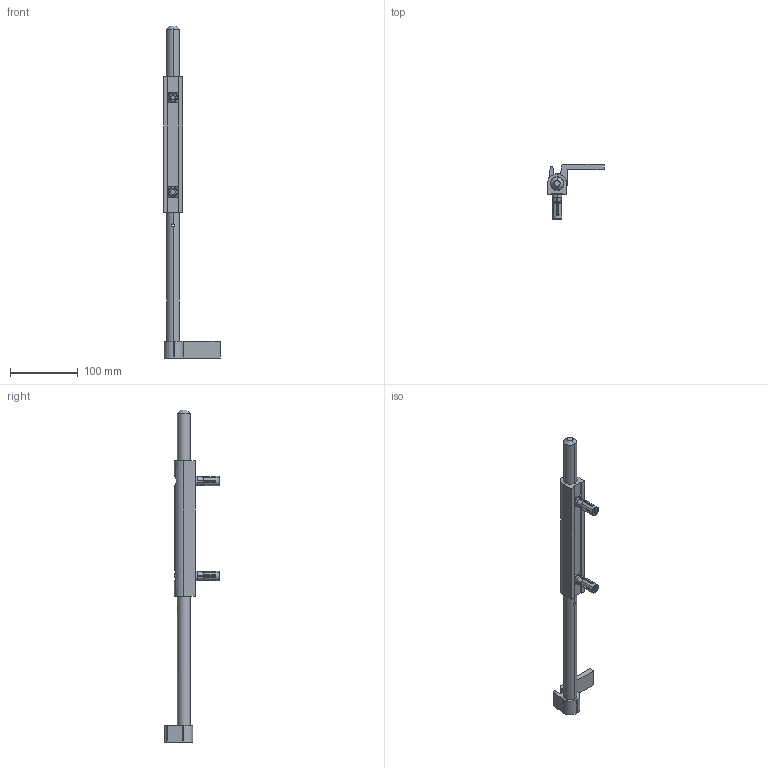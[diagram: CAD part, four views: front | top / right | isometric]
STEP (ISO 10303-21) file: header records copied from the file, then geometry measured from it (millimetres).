
FILE_DESCRIPTION (( 'STEP AP214' ), '1' );
FILE_NAME ('VSF-Q.STEP', '2008-08-11T11:35:28', ( 'Benedikt' ), ( 'Locinox' ), 'SwSTEP 2.0', 'SolidWorks 2007', '' );
FILE_SCHEMA (( 'AUTOMOTIVE_DESIGN' ));
Length unit declared in the file: millimetre
Products named in the file (9): Countersunk Flat Head Cross Recess Screw_DIN_ISO 7046-1 - M3 x 25 - Z --- 25N; LIN.QF.S8-Rev2 - QF-Splitter; 5101-Rev4 - VS Home; VSF-Q; LIN.QF.E8-24-rev.0 - QF-expander 24; 5102L-Rev.2 - blokhendel lang; splitpen Din 1481 D6x20; 5103.F-Rev.4 - Grendel-Steel; Socket Countersunk Head Screw_DIN_DIN 7991 - M8 x 40 --- 40S
Assembly tree (11 placements, depth 2):
  VSF-Q
    LIN.QF.E8-24-rev.0 - QF-expander 24  x2
    Socket Countersunk Head Screw_DIN_DIN 7991 - M8 x 40 --- 40S  x2
    LIN.QF.S8-Rev2 - QF-Splitter  x2
    Countersunk Flat Head Cross Recess Screw_DIN_ISO 7046-1 - M3 x 25 - Z --- 25N
    5101-Rev4 - VS Home
    5102L-Rev.2 - blokhendel lang
    splitpen Din 1481 D6x20
    5103.F-Rev.4 - Grendel-Steel
Bounding box: 84 x 82 x 490 mm (x, y, z)
Volume: 244601.1 mm3; surface area: 85089.2 mm2
Topology: 11 solids, 11 shells, 923 faces, 2426 edges, 1542 vertices
Faces by surface type: plane 334, cone 281, cylinder 210, bspline 70, torus 28
Entity records: 20819 total; most frequent: CARTESIAN_POINT 6818, ORIENTED_EDGE 2820, DIRECTION 2754, EDGE_CURVE 1410, AXIS2_PLACEMENT_3D 1003, VERTEX_POINT 893, VECTOR 748, LINE 748
